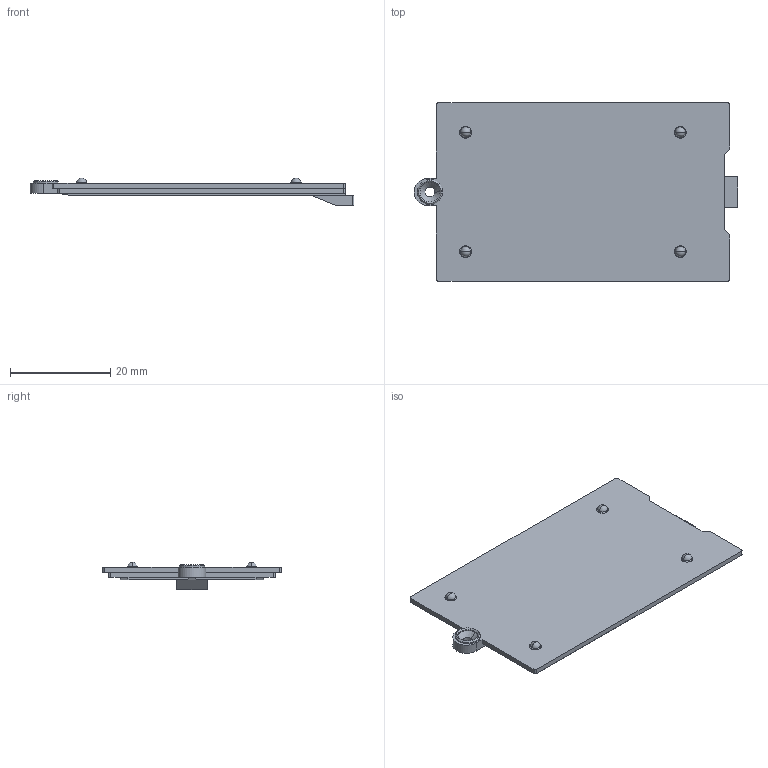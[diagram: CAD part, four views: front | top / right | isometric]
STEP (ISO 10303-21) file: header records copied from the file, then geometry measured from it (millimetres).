
FILE_DESCRIPTION (( 'STEP AP214' ), '1' );
FILE_NAME ('Flat Battery Cover-23092021.STEP', '2021-09-23T17:22:26', ( '' ), ( '' ), 'SwSTEP 2.0', 'SolidWorks 2017', '' );
FILE_SCHEMA (( 'AUTOMOTIVE_DESIGN' ));
Length unit declared in the file: millimetre
Products named in the file (1): Flat Battery Cover-23092021
Bounding box: 64.5 x 35.5 x 5.5 mm (x, y, z)
Volume: 4253.8 mm3; surface area: 4852.1 mm2
Topology: 1 solids, 1 shells, 96 faces, 246 edges, 158 vertices
Faces by surface type: plane 57, cylinder 17, torus 8, sphere 8, cone 6
Entity records: 2932 total; most frequent: DIRECTION 508, CARTESIAN_POINT 501, ORIENTED_EDGE 492, EDGE_CURVE 246, VECTOR 178, LINE 178, AXIS2_PLACEMENT_3D 165, VERTEX_POINT 158
